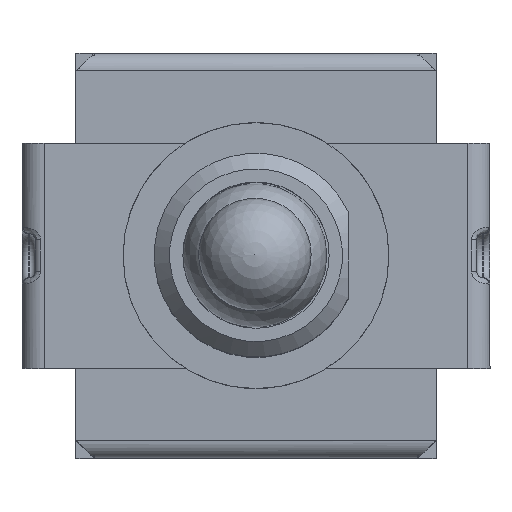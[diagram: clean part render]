
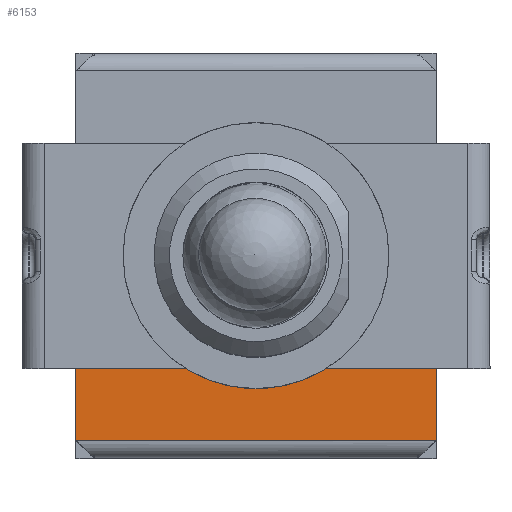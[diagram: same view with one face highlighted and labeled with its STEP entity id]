
A CAD part, top view. The second image highlights one B-rep face of the part: STEP entity #6153.
In plain terms, the highlighted planar face has unit normal (0, 0, 1).
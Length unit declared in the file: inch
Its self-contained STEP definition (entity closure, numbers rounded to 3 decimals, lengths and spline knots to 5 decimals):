
#639=FACE_OUTER_BOUND('',#992,.T.);
#992=EDGE_LOOP('',(#5164,#5165,#5166,#5167,#5168,#5169));
#1304=LINE('',#9737,#1899);
#1565=LINE('',#11576,#2160);
#1567=LINE('',#11582,#2162);
#1570=LINE('',#11587,#2165);
#1571=LINE('',#11589,#2166);
#1572=LINE('',#11590,#2167);
#1899=VECTOR('',#7376,0.3937);
#2160=VECTOR('',#8055,0.3937);
#2162=VECTOR('',#8061,0.3937);
#2165=VECTOR('',#8066,0.3937);
#2166=VECTOR('',#8067,0.3937);
#2167=VECTOR('',#8068,0.3937);
#2375=VERTEX_POINT('',#8508);
#2536=VERTEX_POINT('',#9681);
#2833=VERTEX_POINT('',#11573);
#2834=VERTEX_POINT('',#11575);
#2836=VERTEX_POINT('',#11581);
#2838=VERTEX_POINT('',#11588);
#3229=EDGE_CURVE('',#2375,#2536,#1304,.T.);
#3646=EDGE_CURVE('',#2833,#2834,#1565,.T.);
#3649=EDGE_CURVE('',#2834,#2836,#1567,.T.);
#3652=EDGE_CURVE('',#2836,#2536,#1570,.T.);
#3653=EDGE_CURVE('',#2838,#2833,#1571,.T.);
#3654=EDGE_CURVE('',#2375,#2838,#1572,.T.);
#5164=ORIENTED_EDGE('',*,*,#3229,.T.);
#5165=ORIENTED_EDGE('',*,*,#3652,.F.);
#5166=ORIENTED_EDGE('',*,*,#3649,.F.);
#5167=ORIENTED_EDGE('',*,*,#3646,.F.);
#5168=ORIENTED_EDGE('',*,*,#3653,.F.);
#5169=ORIENTED_EDGE('',*,*,#3654,.F.);
#5817=PLANE('',#6706);
#6153=ADVANCED_FACE('',(#639),#5817,.T.);
#6706=AXIS2_PLACEMENT_3D('',#11586,#8064,#8065);
#7376=DIRECTION('',(-1.,0.,0.));
#8055=DIRECTION('',(-1.,0.,0.));
#8061=DIRECTION('',(-0.707,0.707,0.));
#8064=DIRECTION('center_axis',(0.,0.,
1.));
#8065=DIRECTION('ref_axis',(1.,0.,0.));
#8066=DIRECTION('',(0.,1.,0.));
#8067=DIRECTION('',(-0.707,-0.707,0.));
#8068=DIRECTION('',(0.,-1.,0.));
#8508=CARTESIAN_POINT('',(0.16004,-0.1,0.28858));
#9681=CARTESIAN_POINT('',(-0.16004,-0.1,0.28858));
#9737=CARTESIAN_POINT('',(0.10394,-0.1,0.28858));
#11573=CARTESIAN_POINT('',(0.15965,-0.16417,0.28858));
#11575=CARTESIAN_POINT('',(-0.15965,-0.16417,0.28858));
#11576=CARTESIAN_POINT('',(0.08002,-0.16417,0.28858));
#11581=CARTESIAN_POINT('',(-0.16004,-0.16378,0.28858));
#11582=CARTESIAN_POINT('',(-0.15694,-0.16688,0.28858));
#11586=CARTESIAN_POINT('Origin',(0.,0.,
0.28858));
#11587=CARTESIAN_POINT('',(-0.16004,-0.17992,0.28858));
#11588=CARTESIAN_POINT('',(0.16004,-0.16378,0.28858));
#11589=CARTESIAN_POINT('',(0.15694,-0.16688,0.28858));
#11590=CARTESIAN_POINT('',(0.16004,0.17992,0.28858));
